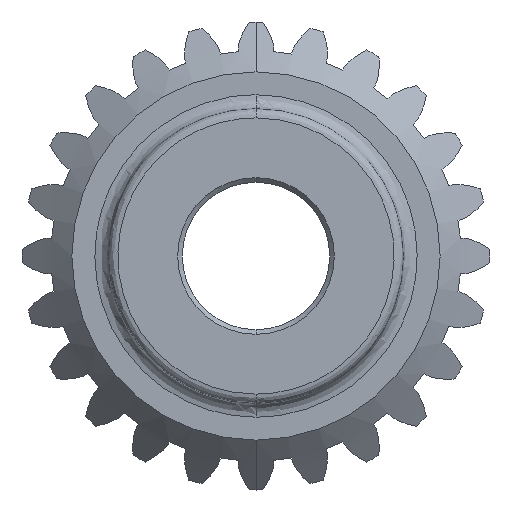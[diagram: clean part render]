
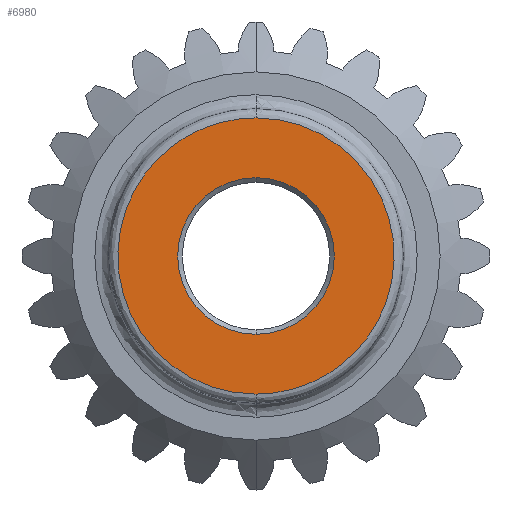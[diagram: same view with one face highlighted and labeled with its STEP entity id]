
A CAD part, front view. The second image highlights one B-rep face of the part: STEP entity #6980.
In plain terms, the highlighted planar face has unit normal (0, -1, 0).
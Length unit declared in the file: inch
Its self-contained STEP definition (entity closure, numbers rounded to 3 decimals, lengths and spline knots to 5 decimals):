
#311 = DIRECTION ( 'NONE',  ( 0., 0., -1. ) ) ;
#312 = DIRECTION ( 'NONE',  ( 0., 1., 0. ) ) ;
#317 = CARTESIAN_POINT ( 'NONE',  ( 0., -0.20076, 0.46875 ) ) ;
#322 = CARTESIAN_POINT ( 'NONE',  ( -0.9375, -0.20076, 0.46875 ) ) ;
#335 = CARTESIAN_POINT ( 'NONE',  ( -0.9375, -0.20076, -0.46875 ) ) ;
#339 = CARTESIAN_POINT ( 'NONE',  ( 0., -0.20076, -0.46875 ) ) ;
#349 = CARTESIAN_POINT ( 'NONE',  ( 0., -0.20076, 0. ) ) ;
#549 = VERTEX_POINT ( 'NONE', #4623 ) ;
#554 = VERTEX_POINT ( 'NONE', #4707 ) ;
#573 = VERTEX_POINT ( 'NONE', #4719 ) ;
#595 = VERTEX_POINT ( 'NONE', #4650 ) ;
#2451 = ORIENTED_EDGE ( 'NONE', *, *, #7384, .T. ) ;
#2452 = ORIENTED_EDGE ( 'NONE', *, *, #3434, .T. ) ;
#2453 = ORIENTED_EDGE ( 'NONE', *, *, #7382, .F. ) ;
#2454 = ORIENTED_EDGE ( 'NONE', *, *, #3436, .F. ) ;
#2468 = FACE_BOUND ( 'NONE', #7924, .T. ) ;
#2470 = CIRCLE ( 'NONE', #7390, 0.26587 ) ;
#2477 = FACE_OUTER_BOUND ( 'NONE', #8138, .T. ) ;
#2803 = CIRCLE ( 'NONE', #7492, 0.26587 ) ;
#3434 = EDGE_CURVE ( 'NONE', #573, #595, #2470, .T. ) ;
#3436 = EDGE_CURVE ( 'NONE', #549, #554, #7782, .T. ) ;
#4111 = CARTESIAN_POINT ( 'NONE',  ( 0., -0.20076, -0.46875 ) ) ;
#4113 = CARTESIAN_POINT ( 'NONE',  ( 0.9375, -0.20076, -0.46875 ) ) ;
#4115 = CARTESIAN_POINT ( 'NONE',  ( 0.9375, -0.20076, 0.46875 ) ) ;
#4127 = DIRECTION ( 'NONE',  ( 0., 0., -1. ) ) ;
#4129 = DIRECTION ( 'NONE',  ( 0., 1., 0. ) ) ;
#4132 = CARTESIAN_POINT ( 'NONE',  ( 0., -0.20076, 0. ) ) ;
#4138 = CARTESIAN_POINT ( 'NONE',  ( 0., -0.20076, 0.46875 ) ) ;
#4372 = DIRECTION ( 'NONE',  ( 0., 0., -1. ) ) ;
#4373 = DIRECTION ( 'NONE',  ( 0., -1., 0. ) ) ;
#4384 = PLANE ( 'NONE',  #7398 ) ;
#4386 = CARTESIAN_POINT ( 'NONE',  ( 0., -0.20076, -0.5 ) ) ;
#4623 = CARTESIAN_POINT ( 'NONE',  ( 0., -0.20076, 0.46875 ) ) ;
#4650 = CARTESIAN_POINT ( 'NONE',  ( 0., -0.20076, -0.26587 ) ) ;
#4707 = CARTESIAN_POINT ( 'NONE',  ( 0., -0.20076, -0.46875 ) ) ;
#4719 = CARTESIAN_POINT ( 'NONE',  ( 0., -0.20076, 0.26587 ) ) ;
#6980 = ADVANCED_FACE ( 'NONE', ( #2468, #2477 ), #4384, .T. ) ;
#7382 = EDGE_CURVE ( 'NONE', #554, #549, #7646, .T. ) ;
#7384 = EDGE_CURVE ( 'NONE', #595, #573, #2803, .T. ) ;
#7390 = AXIS2_PLACEMENT_3D ( 'NONE', #4132, #4129, #4127 ) ;
#7398 = AXIS2_PLACEMENT_3D ( 'NONE', #4386, #4373, #4372 ) ;
#7492 = AXIS2_PLACEMENT_3D ( 'NONE', #349, #312, #311 ) ;
#7646 =( BOUNDED_CURVE ( )  B_SPLINE_CURVE ( 3, ( #339, #335, #322, #317 ),
 .UNSPECIFIED., .F., .F. ) 
 B_SPLINE_CURVE_WITH_KNOTS ( ( 4, 4 ),
 ( 0., 0.5 ),
 .UNSPECIFIED. ) 
 CURVE ( )  GEOMETRIC_REPRESENTATION_ITEM ( )  RATIONAL_B_SPLINE_CURVE ( ( 1., 0.333, 0.333, 1. ) ) 
 REPRESENTATION_ITEM ( '' )  );
#7782 =( BOUNDED_CURVE ( )  B_SPLINE_CURVE ( 3, ( #4138, #4115, #4113, #4111 ),
 .UNSPECIFIED., .F., .T. ) 
 B_SPLINE_CURVE_WITH_KNOTS ( ( 4, 4 ),
 ( 0.5, 1. ),
 .UNSPECIFIED. ) 
 CURVE ( )  GEOMETRIC_REPRESENTATION_ITEM ( )  RATIONAL_B_SPLINE_CURVE ( ( 1., 0.333, 0.333, 1. ) ) 
 REPRESENTATION_ITEM ( '' )  );
#7924 = EDGE_LOOP ( 'NONE', ( #2451, #2452 ) ) ;
#8138 = EDGE_LOOP ( 'NONE', ( #2453, #2454 ) ) ;
